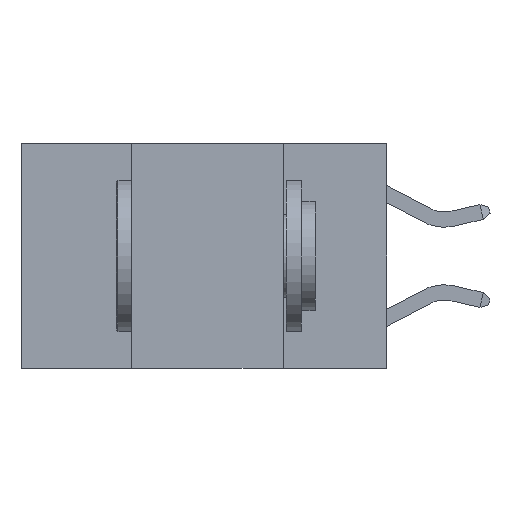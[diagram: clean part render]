
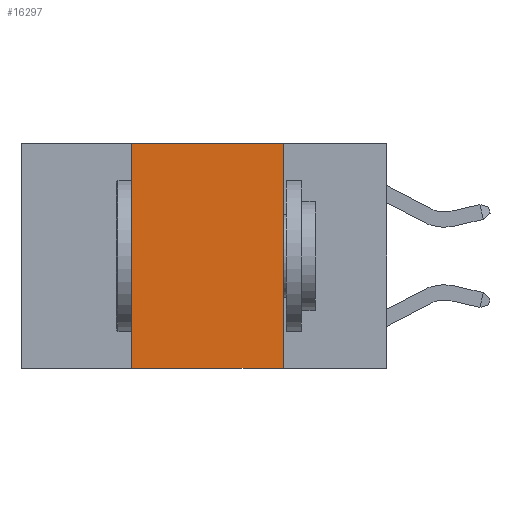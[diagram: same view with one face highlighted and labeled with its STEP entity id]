
A CAD part, left-side view. The second image highlights one B-rep face of the part: STEP entity #16297.
In plain terms, the highlighted planar face has unit normal (-1, 0, 0).
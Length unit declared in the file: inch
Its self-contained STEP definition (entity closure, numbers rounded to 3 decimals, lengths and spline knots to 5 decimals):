
#185 = CARTESIAN_POINT ( 'NONE',  ( 0., 0.17, -0.37 ) ) ;
#821 = CARTESIAN_POINT ( 'NONE',  ( 0., 0.6, 0. ) ) ;
#1289 = VERTEX_POINT ( 'NONE', #7668 ) ;
#1897 = CARTESIAN_POINT ( 'NONE',  ( 0., 0.17, 0. ) ) ;
#3974 = LINE ( 'NONE', #11881, #4312 ) ;
#4071 = VECTOR ( 'NONE', #12999, 39.37008 ) ;
#4312 = VECTOR ( 'NONE', #5660, 39.37008 ) ;
#4533 = CARTESIAN_POINT ( 'NONE',  ( 0., 0.6, 0. ) ) ;
#5047 = ORIENTED_EDGE ( 'NONE', *, *, #9206, .F. ) ;
#5184 = FACE_OUTER_BOUND ( 'NONE', #9906, .T. ) ;
#5212 = CARTESIAN_POINT ( 'NONE',  ( 0., 0.6, -0.37 ) ) ;
#5660 = DIRECTION ( 'NONE',  ( 0., 0., -1. ) ) ;
#6623 = DIRECTION ( 'NONE',  ( 0., -1., 0. ) ) ;
#6993 = EDGE_CURVE ( 'NONE', #9755, #1289, #10136, .T. ) ;
#7154 = CARTESIAN_POINT ( 'NONE',  ( 0., 0.42, 0. ) ) ;
#7668 = CARTESIAN_POINT ( 'NONE',  ( 0., 0.42, 0. ) ) ;
#8068 = DIRECTION ( 'NONE',  ( 0., -1., 0. ) ) ;
#8546 = ORIENTED_EDGE ( 'NONE', *, *, #11202, .F. ) ;
#8969 = VERTEX_POINT ( 'NONE', #1897 ) ;
#9054 = CARTESIAN_POINT ( 'NONE',  ( 0., 0.42, -0.37 ) ) ;
#9206 = EDGE_CURVE ( 'NONE', #8969, #11817, #3974, .T. ) ;
#9755 = VERTEX_POINT ( 'NONE', #9054 ) ;
#9906 = EDGE_LOOP ( 'NONE', ( #5047, #8546, #17666, #10867 ) ) ;
#10136 = LINE ( 'NONE', #7154, #4071 ) ;
#10867 = ORIENTED_EDGE ( 'NONE', *, *, #14606, .T. ) ;
#11202 = EDGE_CURVE ( 'NONE', #1289, #8969, #13535, .T. ) ;
#11215 = DIRECTION ( 'NONE',  ( 0., 0., -1. ) ) ;
#11817 = VERTEX_POINT ( 'NONE', #185 ) ;
#11881 = CARTESIAN_POINT ( 'NONE',  ( 0., 0.17, 0. ) ) ;
#12999 = DIRECTION ( 'NONE',  ( 0., 0., 1. ) ) ;
#13535 = LINE ( 'NONE', #4533, #14474 ) ;
#14474 = VECTOR ( 'NONE', #6623, 39.37008 ) ;
#14606 = EDGE_CURVE ( 'NONE', #9755, #11817, #18664, .T. ) ;
#16297 = ADVANCED_FACE ( 'NONE', ( #5184 ), #18924, .F. ) ;
#16613 = VECTOR ( 'NONE', #8068, 39.37008 ) ;
#17061 = DIRECTION ( 'NONE',  ( 1., 0., 0. ) ) ;
#17666 = ORIENTED_EDGE ( 'NONE', *, *, #6993, .F. ) ;
#17813 = AXIS2_PLACEMENT_3D ( 'NONE', #821, #17061, #11215 ) ;
#18664 = LINE ( 'NONE', #5212, #16613 ) ;
#18924 = PLANE ( 'NONE',  #17813 ) ;
